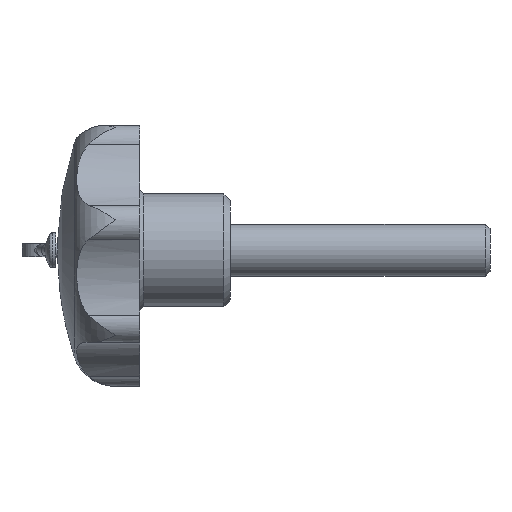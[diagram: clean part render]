
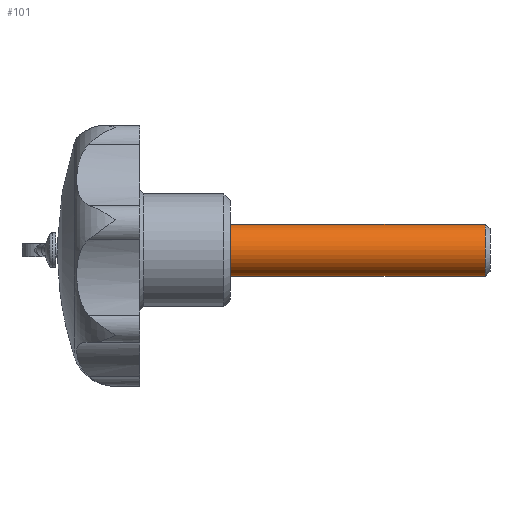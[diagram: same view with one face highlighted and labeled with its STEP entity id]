
A CAD part, left-side view. The second image highlights one B-rep face of the part: STEP entity #101.
In plain terms, the highlighted cylindrical face has radius 6 mm (diameter 12 mm), a full revolution.
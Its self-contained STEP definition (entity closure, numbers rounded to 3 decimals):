
#101 = ADVANCED_FACE( '', ( #246, #247 ), #248, .T. );
#246 = FACE_OUTER_BOUND( '', #444, .T. );
#247 = FACE_OUTER_BOUND( '', #445, .T. );
#248 = CYLINDRICAL_SURFACE( '', #446, 6. );
#444 = EDGE_LOOP( '', ( #673 ) );
#445 = EDGE_LOOP( '', ( #674 ) );
#446 = AXIS2_PLACEMENT_3D( '', #675, #676, #677 );
#673 = ORIENTED_EDGE( '', *, *, #1134, .F. );
#674 = ORIENTED_EDGE( '', *, *, #1135, .T. );
#675 = CARTESIAN_POINT( '', ( 0., -60., 0. ) );
#676 = DIRECTION( '', ( 0., 1., 0. ) );
#677 = DIRECTION( '', ( 0., 0., -1. ) );
#1134 = EDGE_CURVE( '', #1353, #1353, #1354, .T. );
#1135 = EDGE_CURVE( '', #1355, #1355, #1356, .T. );
#1353 = VERTEX_POINT( '', #1714 );
#1354 = CIRCLE( '', #1715, 6. );
#1355 = VERTEX_POINT( '', #1716 );
#1356 = CIRCLE( '', #1717, 6. );
#1714 = CARTESIAN_POINT( '', ( 0., -58.927, -6. ) );
#1715 = AXIS2_PLACEMENT_3D( '', #2453, #2454, #2455 );
#1716 = CARTESIAN_POINT( '', ( 0., 0., -6. ) );
#1717 = AXIS2_PLACEMENT_3D( '', #2456, #2457, #2458 );
#2453 = CARTESIAN_POINT( '', ( 0., -58.927, 0. ) );
#2454 = DIRECTION( '', ( 0., -1., 0. ) );
#2455 = DIRECTION( '', ( 0., 0., -1. ) );
#2456 = CARTESIAN_POINT( '', ( 0., 0., 0. ) );
#2457 = DIRECTION( '', ( 0., -1., 0. ) );
#2458 = DIRECTION( '', ( 0., 0., -1. ) );
